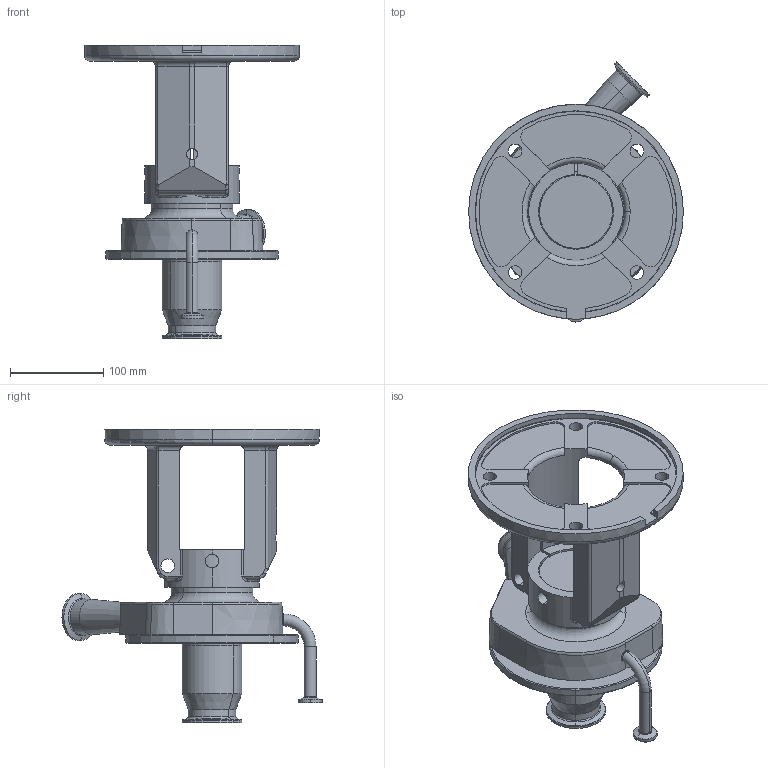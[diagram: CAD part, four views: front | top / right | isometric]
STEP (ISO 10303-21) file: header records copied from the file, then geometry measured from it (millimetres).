
FILE_DESCRIPTION (( 'STEP AP214' ), '1' );
FILE_NAME ('FPR 712 180TC 45 LEFT 1-2 IN ELBOW FRONT.STEP', '2023-09-14T14:51:38', ( '' ), ( '' ), 'SwSTEP 2.0', 'SolidWorks 2023', '' );
FILE_SCHEMA (( 'AUTOMOTIVE_DESIGN' ));
Length unit declared in the file: millimetre
Products named in the file (1): FPR 712 180TC 45 LEFT 1-2 IN ELBOW FRONT
Bounding box: 230 x 278.35 x 314 mm (x, y, z)
Volume: 1836728.6 mm3; surface area: 367929.1 mm2
Topology: 1 solids, 1 shells, 394 faces, 985 edges, 590 vertices
Faces by surface type: cylinder 145, torus 91, plane 74, cone 72, bspline 10, sphere 2
Entity records: 13654 total; most frequent: CARTESIAN_POINT 4138, DIRECTION 2143, ORIENTED_EDGE 1946, EDGE_CURVE 973, AXIS2_PLACEMENT_3D 896, VERTEX_POINT 589, CIRCLE 511, EDGE_LOOP 432
